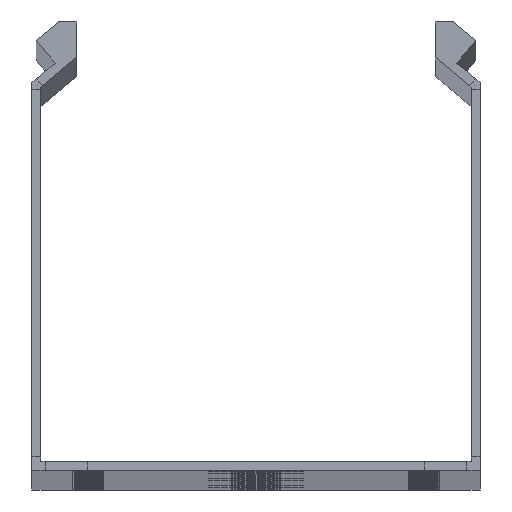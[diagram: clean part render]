
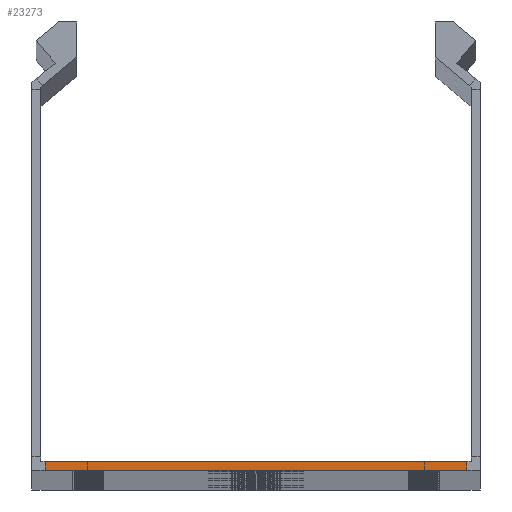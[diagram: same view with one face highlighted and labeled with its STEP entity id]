
A CAD part, top view. The second image highlights one B-rep face of the part: STEP entity #23273.
In plain terms, the highlighted planar face has unit normal (0, 0, 1).
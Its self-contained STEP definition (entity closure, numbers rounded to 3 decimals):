
#483 = LINE ( 'NONE', #53699, #23780 ) ;
#515 = EDGE_CURVE ( 'NONE', #39559, #15868, #25096, .T. ) ;
#969 = DIRECTION ( 'NONE',  ( 0., -1., 0. ) ) ;
#2933 = CARTESIAN_POINT ( 'NONE',  ( 48., 3., 1250. ) ) ;
#3141 = DIRECTION ( 'NONE',  ( 0., 0., 1. ) ) ;
#4202 = VERTEX_POINT ( 'NONE', #41930 ) ;
#7913 = ORIENTED_EDGE ( 'NONE', *, *, #17316, .F. ) ;
#9951 = DIRECTION ( 'NONE',  ( 0., 1., 0. ) ) ;
#10212 = DIRECTION ( 'NONE',  ( -1., 0., 0. ) ) ;
#10679 = CARTESIAN_POINT ( 'NONE',  ( -50., 2., 1250. ) ) ;
#14619 = AXIS2_PLACEMENT_3D ( 'NONE', #2933, #3141, #25307 ) ;
#15868 = VERTEX_POINT ( 'NONE', #54933 ) ;
#17043 = EDGE_CURVE ( 'NONE', #15868, #4202, #45593, .T. ) ;
#17316 = EDGE_CURVE ( 'NONE', #39559, #48169, #483, .T. ) ;
#19263 = DIRECTION ( 'NONE',  ( -1., 0., 0. ) ) ;
#23273 = ADVANCED_FACE ( 'NONE', ( #47364 ), #42644, .T. ) ;
#23765 = VECTOR ( 'NONE', #9951, 1000. ) ;
#23780 = VECTOR ( 'NONE', #10212, 1000. ) ;
#25096 = LINE ( 'NONE', #44452, #23765 ) ;
#25307 = DIRECTION ( 'NONE',  ( 1., 0., 0. ) ) ;
#31025 = CARTESIAN_POINT ( 'NONE',  ( -47., 2., 1250. ) ) ;
#32569 = EDGE_LOOP ( 'NONE', ( #7913, #39785, #52388, #44571 ) ) ;
#35208 = CARTESIAN_POINT ( 'NONE',  ( -47., 0., 1250. ) ) ;
#36094 = VECTOR ( 'NONE', #19263, 1000. ) ;
#39559 = VERTEX_POINT ( 'NONE', #53566 ) ;
#39785 = ORIENTED_EDGE ( 'NONE', *, *, #515, .T. ) ;
#40676 = EDGE_CURVE ( 'NONE', #4202, #48169, #41014, .T. ) ;
#41014 = LINE ( 'NONE', #31025, #43754 ) ;
#41930 = CARTESIAN_POINT ( 'NONE',  ( -47., 2., 1250. ) ) ;
#42644 = PLANE ( 'NONE',  #14619 ) ;
#43754 = VECTOR ( 'NONE', #969, 1000. ) ;
#44452 = CARTESIAN_POINT ( 'NONE',  ( 47., 0., 1250. ) ) ;
#44571 = ORIENTED_EDGE ( 'NONE', *, *, #40676, .T. ) ;
#45593 = LINE ( 'NONE', #10679, #36094 ) ;
#47364 = FACE_OUTER_BOUND ( 'NONE', #32569, .T. ) ;
#48169 = VERTEX_POINT ( 'NONE', #35208 ) ;
#52388 = ORIENTED_EDGE ( 'NONE', *, *, #17043, .T. ) ;
#53566 = CARTESIAN_POINT ( 'NONE',  ( 47., 0., 1250. ) ) ;
#53699 = CARTESIAN_POINT ( 'NONE',  ( -50., 0., 1250. ) ) ;
#54933 = CARTESIAN_POINT ( 'NONE',  ( 47., 2., 1250. ) ) ;
